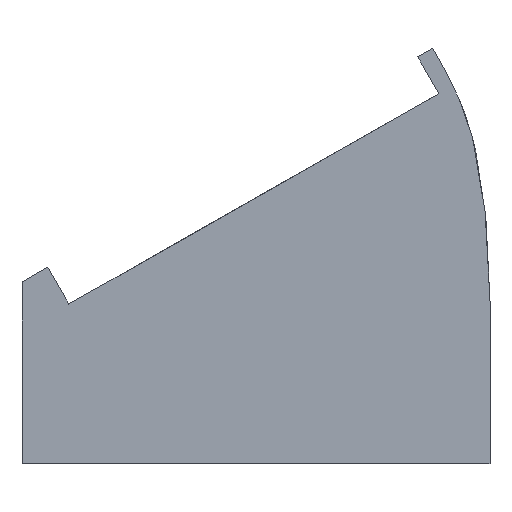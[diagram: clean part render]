
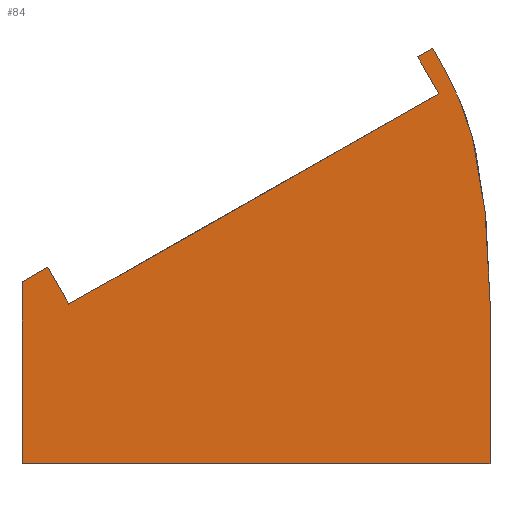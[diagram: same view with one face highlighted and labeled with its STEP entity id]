
A CAD part, left-side view. The second image highlights one B-rep face of the part: STEP entity #84.
In plain terms, the highlighted planar face has unit normal (-1, 0, 0).
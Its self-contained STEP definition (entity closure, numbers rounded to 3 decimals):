
#84=ADVANCED_FACE('',(#149),#1092,.T.);
#149=FACE_OUTER_BOUND('',#219,.T.);
#219=EDGE_LOOP('',(#527,#528,#529,#530,#531,#532,#533,#534,#535));
#527=ORIENTED_EDGE('',*,*,#744,.T.);
#528=ORIENTED_EDGE('',*,*,#692,.T.);
#529=ORIENTED_EDGE('',*,*,#740,.T.);
#530=ORIENTED_EDGE('',*,*,#735,.T.);
#531=ORIENTED_EDGE('',*,*,#745,.T.);
#532=ORIENTED_EDGE('',*,*,#645,.T.);
#533=ORIENTED_EDGE('',*,*,#746,.T.);
#534=ORIENTED_EDGE('',*,*,#749,.T.);
#535=ORIENTED_EDGE('',*,*,#751,.T.);
#645=EDGE_CURVE('',#994,#993,#856,.T.);
#692=EDGE_CURVE('',#1028,#1027,#881,.T.);
#735=EDGE_CURVE('',#1050,#1049,#914,.T.);
#740=EDGE_CURVE('',#1027,#1050,#919,.T.);
#744=EDGE_CURVE('',#1054,#1028,#923,.T.);
#745=EDGE_CURVE('',#1049,#994,#924,.T.);
#746=EDGE_CURVE('',#993,#1055,#925,.T.);
#749=EDGE_CURVE('',#1055,#1056,#928,.T.);
#751=EDGE_CURVE('',#1056,#1054,#930,.T.);
#856=B_SPLINE_CURVE_WITH_KNOTS('',1,(#2214,#2215),.UNSPECIFIED.,.F.,.F.,
(2,2),(0.,33.),.UNSPECIFIED.);
#881=B_SPLINE_CURVE_WITH_KNOTS('',1,(#2362,#2363),.UNSPECIFIED.,.F.,.F.,
(2,2),(0.,30.),.UNSPECIFIED.);
#914=B_SPLINE_CURVE_WITH_KNOTS('',1,(#2458,#2459),.UNSPECIFIED.,.F.,.F.,
(2,2),(0.,2.098),.UNSPECIFIED.);
#919=B_SPLINE_CURVE_WITH_KNOTS('',1,(#2468,#2469),.UNSPECIFIED.,.F.,.F.,
(2,2),(0.,3.),.UNSPECIFIED.);
#923=B_SPLINE_CURVE_WITH_KNOTS('',1,(#2476,#2477),.UNSPECIFIED.,.F.,.F.,
(2,2),(0.,3.),.UNSPECIFIED.);
#924=B_SPLINE_CURVE_WITH_KNOTS('',1,(#2478,#2479),.UNSPECIFIED.,.F.,.F.,
(2,2),(-12.824,0.),.UNSPECIFIED.);
#925=B_SPLINE_CURVE_WITH_KNOTS('',1,(#2480,#2481),.UNSPECIFIED.,.F.,.F.,
(2,2),(0.,11.457),.UNSPECIFIED.);
#928=B_SPLINE_CURVE_WITH_KNOTS('',5,(#2501,#2502,#2503,#2504,#2505,#2506,
#2507,#2508,#2509,#2510,#2511,#2512,#2513,#2514,#2515,#2516,#2517),
 .UNSPECIFIED.,.F.,.F.,(6,1,1,1,1,1,1,1,1,1,1,1,6),(0.,0.061,
0.149,0.237,0.325,0.413,
0.501,0.589,0.677,0.765,0.853,
0.941,1.),.UNSPECIFIED.);
#930=B_SPLINE_CURVE_WITH_KNOTS('',1,(#2520,#2521),.UNSPECIFIED.,.F.,.F.,
(2,2),(0.,1.223),.UNSPECIFIED.);
#993=VERTEX_POINT('',#1893);
#994=VERTEX_POINT('',#1894);
#1027=VERTEX_POINT('',#1927);
#1028=VERTEX_POINT('',#1928);
#1049=VERTEX_POINT('',#1949);
#1050=VERTEX_POINT('',#1950);
#1054=VERTEX_POINT('',#1954);
#1055=VERTEX_POINT('',#1955);
#1056=VERTEX_POINT('',#1956);
#1092=PLANE('',#1177);
#1177=AXIS2_PLACEMENT_3D('',#1730,#1218,$);
#1218=DIRECTION('',(-1.,0.,0.));
#1730=CARTESIAN_POINT('',(-13.5,-16.91,40.827));
#1893=CARTESIAN_POINT('',(-13.5,-13.,8.));
#1894=CARTESIAN_POINT('',(-13.5,20.,8.));
#1927=CARTESIAN_POINT('',(-13.5,16.694,19.252));
#1928=CARTESIAN_POINT('',(-13.5,-9.388,34.076));
#1949=CARTESIAN_POINT('',(-13.5,20.,20.824));
#1950=CARTESIAN_POINT('',(-13.5,18.176,21.861));
#1954=CARTESIAN_POINT('',(-13.5,-7.906,36.685));
#1955=CARTESIAN_POINT('',(-13.5,-13.,19.457));
#1956=CARTESIAN_POINT('',(-13.5,-8.969,37.289));
#2214=CARTESIAN_POINT('',(-13.5,20.,8.));
#2215=CARTESIAN_POINT('',(-13.5,-13.,8.));
#2362=CARTESIAN_POINT('',(-13.5,-9.388,34.076));
#2363=CARTESIAN_POINT('',(-13.5,16.694,19.252));
#2458=CARTESIAN_POINT('',(-13.5,18.176,21.861));
#2459=CARTESIAN_POINT('',(-13.5,20.,20.824));
#2468=CARTESIAN_POINT('',(-13.5,16.694,19.252));
#2469=CARTESIAN_POINT('',(-13.5,18.176,21.861));
#2476=CARTESIAN_POINT('',(-13.5,-7.906,36.685));
#2477=CARTESIAN_POINT('',(-13.5,-9.388,34.076));
#2478=CARTESIAN_POINT('',(-13.5,20.,20.824));
#2479=CARTESIAN_POINT('',(-13.5,20.,8.));
#2480=CARTESIAN_POINT('',(-13.5,-13.,8.));
#2481=CARTESIAN_POINT('',(-13.5,-13.,19.457));
#2501=CARTESIAN_POINT('',(-13.5,-13.,19.457));
#2502=CARTESIAN_POINT('',(-13.5,-13.,19.715));
#2503=CARTESIAN_POINT('',(-13.5,-12.998,20.347));
#2504=CARTESIAN_POINT('',(-13.5,-12.983,21.357));
#2505=CARTESIAN_POINT('',(-13.5,-12.929,22.753));
#2506=CARTESIAN_POINT('',(-13.5,-12.798,24.51));
#2507=CARTESIAN_POINT('',(-13.5,-12.601,26.308));
#2508=CARTESIAN_POINT('',(-13.5,-12.37,27.978));
#2509=CARTESIAN_POINT('',(-13.5,-12.115,29.494));
#2510=CARTESIAN_POINT('',(-13.5,-11.829,30.865));
#2511=CARTESIAN_POINT('',(-13.5,-11.455,32.181));
#2512=CARTESIAN_POINT('',(-13.5,-10.929,33.55));
#2513=CARTESIAN_POINT('',(-13.5,-10.262,34.945));
#2514=CARTESIAN_POINT('',(-13.5,-9.673,36.043));
#2515=CARTESIAN_POINT('',(-13.5,-9.258,36.779));
#2516=CARTESIAN_POINT('',(-13.5,-9.045,37.154));
#2517=CARTESIAN_POINT('',(-13.5,-8.969,37.289));
#2520=CARTESIAN_POINT('',(-13.5,-8.969,37.289));
#2521=CARTESIAN_POINT('',(-13.5,-7.906,36.685));
